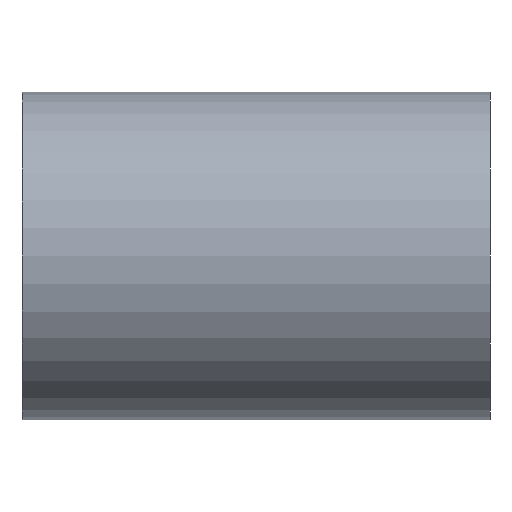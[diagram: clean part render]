
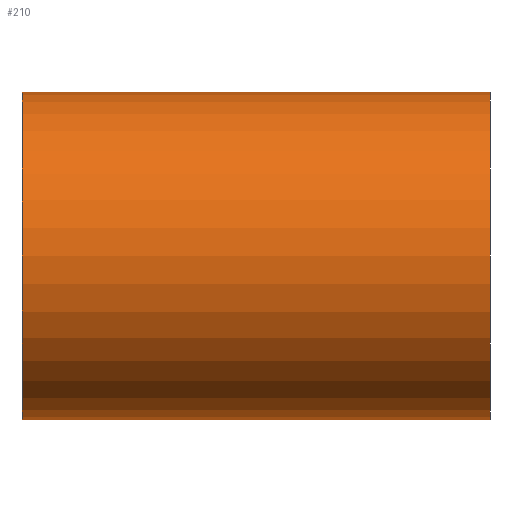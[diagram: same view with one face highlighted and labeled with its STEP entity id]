
A CAD part, left-side view. The second image highlights one B-rep face of the part: STEP entity #210.
In plain terms, the highlighted cylindrical face has radius 7 mm (diameter 14 mm), a partial arc.
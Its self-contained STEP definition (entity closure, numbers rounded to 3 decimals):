
#10 = LINE ( 'NONE', #203, #128 ) ;
#13 = EDGE_LOOP ( 'NONE', ( #28, #213, #53, #51 ) ) ;
#24 = AXIS2_PLACEMENT_3D ( 'NONE', #150, #151, #152 ) ;
#28 = ORIENTED_EDGE ( 'NONE', *, *, #129, .F. ) ;
#31 = AXIS2_PLACEMENT_3D ( 'NONE', #196, #199, #200 ) ;
#36 = VERTEX_POINT ( 'NONE', #171 ) ;
#51 = ORIENTED_EDGE ( 'NONE', *, *, #141, .T. ) ;
#53 = ORIENTED_EDGE ( 'NONE', *, *, #160, .T. ) ;
#64 = LINE ( 'NONE', #112, #79 ) ;
#68 = CYLINDRICAL_SURFACE ( 'NONE', #92, 7. ) ;
#74 = VERTEX_POINT ( 'NONE', #187 ) ;
#79 = VECTOR ( 'NONE', #197, 1000. ) ;
#92 = AXIS2_PLACEMENT_3D ( 'NONE', #143, #133, #204 ) ;
#98 = VERTEX_POINT ( 'NONE', #110 ) ;
#101 = CIRCLE ( 'NONE', #31, 7. ) ;
#106 = FACE_OUTER_BOUND ( 'NONE', #13, .T. ) ;
#110 = CARTESIAN_POINT ( 'NONE',  ( 0., 20., -7. ) ) ;
#112 = CARTESIAN_POINT ( 'NONE',  ( 0., 20., 7. ) ) ;
#128 = VECTOR ( 'NONE', #198, 1000. ) ;
#129 = EDGE_CURVE ( 'NONE', #185, #36, #64, .T. ) ;
#133 = DIRECTION ( 'NONE',  ( 0., -1., 0. ) ) ;
#136 = CARTESIAN_POINT ( 'NONE',  ( 0., 20., 7. ) ) ;
#141 = EDGE_CURVE ( 'NONE', #74, #36, #101, .T. ) ;
#143 = CARTESIAN_POINT ( 'NONE',  ( 0., 20., 0. ) ) ;
#150 = CARTESIAN_POINT ( 'NONE',  ( 0., 20., 0. ) ) ;
#151 = DIRECTION ( 'NONE',  ( 0., 1., 0. ) ) ;
#152 = DIRECTION ( 'NONE',  ( 0., 0., 1. ) ) ;
#160 = EDGE_CURVE ( 'NONE', #98, #74, #10, .T. ) ;
#171 = CARTESIAN_POINT ( 'NONE',  ( 0., 0., 7. ) ) ;
#183 = CIRCLE ( 'NONE', #24, 7. ) ;
#185 = VERTEX_POINT ( 'NONE', #136 ) ;
#187 = CARTESIAN_POINT ( 'NONE',  ( 0., 0., -7. ) ) ;
#196 = CARTESIAN_POINT ( 'NONE',  ( 0., 0., 0. ) ) ;
#197 = DIRECTION ( 'NONE',  ( 0., -1., 0. ) ) ;
#198 = DIRECTION ( 'NONE',  ( 0., -1., 0. ) ) ;
#199 = DIRECTION ( 'NONE',  ( 0., 1., 0. ) ) ;
#200 = DIRECTION ( 'NONE',  ( 0., 0., 1. ) ) ;
#203 = CARTESIAN_POINT ( 'NONE',  ( 0., 20., -7. ) ) ;
#204 = DIRECTION ( 'NONE',  ( 0., 0., -1. ) ) ;
#210 = ADVANCED_FACE ( 'NONE', ( #106 ), #68, .T. ) ;
#211 = EDGE_CURVE ( 'NONE', #98, #185, #183, .T. ) ;
#213 = ORIENTED_EDGE ( 'NONE', *, *, #211, .F. ) ;
